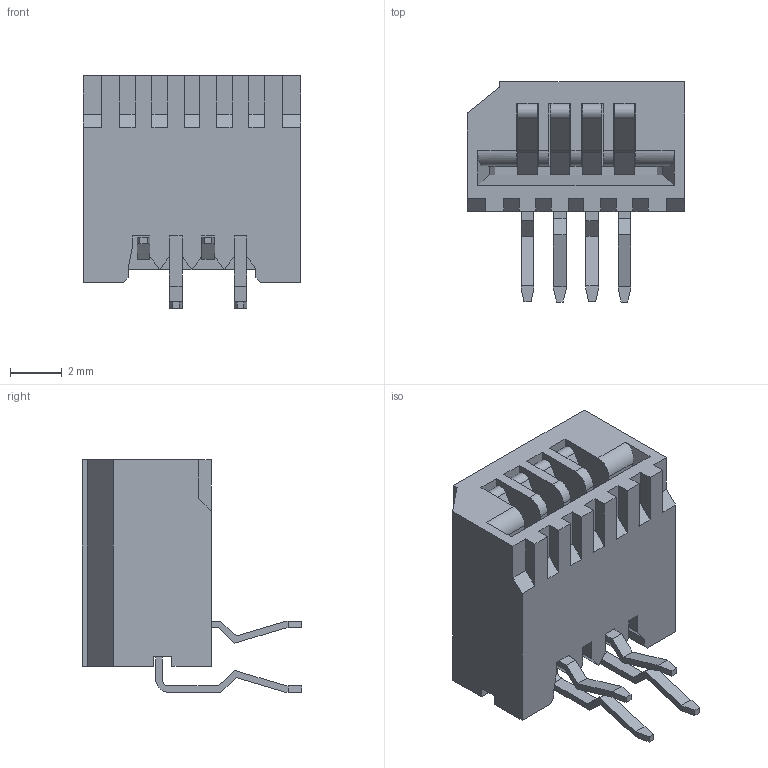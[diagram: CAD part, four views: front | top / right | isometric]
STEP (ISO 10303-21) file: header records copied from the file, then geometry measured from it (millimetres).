
FILE_DESCRIPTION((''),'2;1');
FILE_NAME('520440445','2007-10-26T',('gga'),(''),'PRO/ENGINEER BY PARAMETRIC TECHNOLOGY CORPORATION, 2003451','PRO/ENGINEER BY PARAMETRIC TECHNOLOGY CORPORATION, 2003451','');
FILE_SCHEMA(('CONFIG_CONTROL_DESIGN'));
Length unit declared in the file: millimetre
Products named in the file (1): 520440445
Bounding box: 8.4 x 8.5 x 9 mm (x, y, z)
Volume: 248 mm3; surface area: 569 mm2
Topology: 1 solids, 1 shells, 222 faces, 648 edges, 436 vertices
Faces by surface type: plane 197, cylinder 25
Entity records: 7247 total; most frequent: CARTESIAN_POINT 1298, ORIENTED_EDGE 1266, DIRECTION 1150, EDGE_CURVE 633, VECTOR 590, LINE 590, VERTEX_POINT 414, AXIS2_PLACEMENT_3D 280
